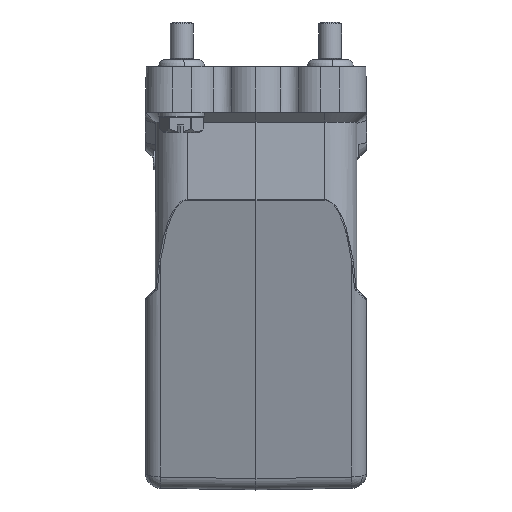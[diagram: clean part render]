
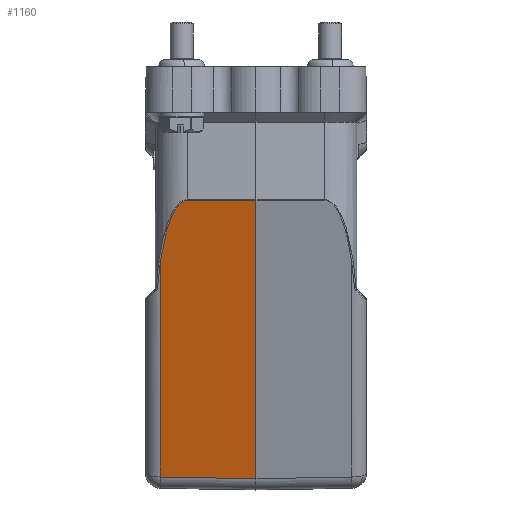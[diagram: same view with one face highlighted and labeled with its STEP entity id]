
A CAD part, left-side view. The second image highlights one B-rep face of the part: STEP entity #1160.
In plain terms, the highlighted planar face has unit normal (-0.966, 0.018, -0.259).
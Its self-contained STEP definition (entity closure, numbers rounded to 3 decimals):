
#608=FACE_OUTER_BOUND('',#2286,.T.);
#1160=ADVANCED_FACE('NONE',(#608),#1599,.F.);
#1599=PLANE('',#9803);
#2286=EDGE_LOOP('',(#4224,#4225,#4226,#4227,#4228));
#2939=B_SPLINE_CURVE_WITH_KNOTS('',3,(#15315,#15316,#15317,#15318,#15319,
#15320,#15321,#15322,#15323,#15324,#15325,#15326,#15327,#15328,#15329,#15330,
#15331,#15332,#15333,#15334),.UNSPECIFIED.,.F.,.F.,(4,2,2,2,2,2,2,2,2,4),
(0.,0.25,0.5,0.625,0.75,0.813,0.875,0.938,0.969,1.),.UNSPECIFIED.);
#4224=ORIENTED_EDGE('',*,*,#7525,.F.);
#4225=ORIENTED_EDGE('',*,*,#7526,.T.);
#4226=ORIENTED_EDGE('',*,*,#7415,.F.);
#4227=ORIENTED_EDGE('',*,*,#7414,.F.);
#4228=ORIENTED_EDGE('',*,*,#7420,.F.);
#6293=VERTEX_POINT('',#14008);
#6388=VERTEX_POINT('',#15314);
#6389=VERTEX_POINT('',#15420);
#6392=VERTEX_POINT('',#15454);
#6460=VERTEX_POINT('',#16193);
#7414=EDGE_CURVE('NONE',#6293,#6388,#2939,.T.);
#7415=EDGE_CURVE('NONE',#6388,#6389,#8484,.T.);
#7420=EDGE_CURVE('NONE',#6392,#6293,#8486,.T.);
#7525=EDGE_CURVE('NONE',#6460,#6392,#8534,.T.);
#7526=EDGE_CURVE('NONE',#6460,#6389,#8535,.T.);
#8484=LINE('',#15419,#9104);
#8486=LINE('',#15455,#9106);
#8534=LINE('',#16192,#9154);
#8535=LINE('',#16194,#9155);
#9104=VECTOR('',#10901,1.);
#9106=VECTOR('',#10907,1.);
#9154=VECTOR('',#11059,1.);
#9155=VECTOR('',#11060,1.);
#9803=AXIS2_PLACEMENT_3D('',#16195,#11061,#11062);
#10901=DIRECTION('',(-0.017,-1.,-0.002));
#10907=DIRECTION('',(-0.259,0.,0.966));
#11059=DIRECTION('',(0.013,1.,0.017));
#11060=DIRECTION('',(-0.259,0.,0.966));
#11061=DIRECTION('',(0.966,-0.017,0.259));
#11062=DIRECTION('',(0.259,0.,-0.966));
#14008=CARTESIAN_POINT('',(-70.235,25.07,-13.123));
#15314=CARTESIAN_POINT('',(-74.668,18.048,2.946));
#15315=CARTESIAN_POINT('',(-70.235,25.07,-13.123));
#15316=CARTESIAN_POINT('',(-70.646,24.866,-11.606));
#15317=CARTESIAN_POINT('',(-71.055,24.619,-10.094));
#15318=CARTESIAN_POINT('',(-71.87,24.009,-7.093));
#15319=CARTESIAN_POINT('',(-72.276,23.647,-5.603));
#15320=CARTESIAN_POINT('',(-72.876,22.965,-3.41));
#15321=CARTESIAN_POINT('',(-73.075,22.714,-2.686));
#15322=CARTESIAN_POINT('',(-73.466,22.142,-1.264));
#15323=CARTESIAN_POINT('',(-73.659,21.823,-0.565));
#15324=CARTESIAN_POINT('',(-73.938,21.258,0.437));
#15325=CARTESIAN_POINT('',(-74.029,21.054,0.763));
#15326=CARTESIAN_POINT('',(-74.204,20.607,1.388));
#15327=CARTESIAN_POINT('',(-74.289,20.363,1.687));
#15328=CARTESIAN_POINT('',(-74.444,19.815,2.229));
#15329=CARTESIAN_POINT('',(-74.515,19.511,2.474));
#15330=CARTESIAN_POINT('',(-74.597,18.996,2.744));
#15331=CARTESIAN_POINT('',(-74.62,18.814,2.818));
#15332=CARTESIAN_POINT('',(-74.654,18.439,2.92));
#15333=CARTESIAN_POINT('',(-74.665,18.244,2.946));
#15334=CARTESIAN_POINT('',(-74.668,18.048,2.946));
#15419=CARTESIAN_POINT('',(-74.668,18.048,2.946));
#15420=CARTESIAN_POINT('',(-74.983,0.,2.904));
#15454=CARTESIAN_POINT('',(-55.094,25.07,-69.63));
#15455=CARTESIAN_POINT('',(-54.213,25.07,-72.919));
#16192=CARTESIAN_POINT('',(-55.434,-0.308,-70.073));
#16193=CARTESIAN_POINT('',(-55.43,0.,-70.068));
#16194=CARTESIAN_POINT('',(-54.636,0.,-73.032));
#16195=CARTESIAN_POINT('',(-54.636,0.,-73.032));
